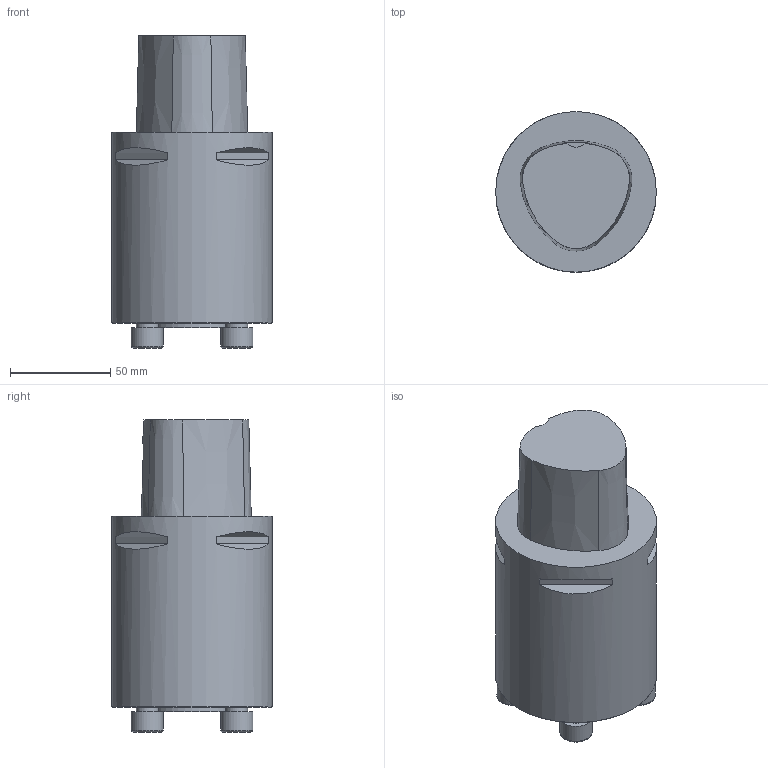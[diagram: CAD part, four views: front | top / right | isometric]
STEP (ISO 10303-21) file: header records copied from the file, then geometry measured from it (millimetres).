
FILE_DESCRIPTION(/* description */ ('3-D model version:1'),/* implementation_level */ '2;1');
FILE_NAME(/* name */ 'C8-X40-080-095',/* time_stamp */ '2016-12-02T14:02:59',/* author */ ('CappDp'),/* organization */ ('AB Sandvik Coromant'),/* preprocessor_version */ 'ST-DEVELOPER v15',/* originating_system */ 'SIEMENS PLM Software NX 8.5',/* authorization */ '');
FILE_SCHEMA(('AUTOMOTIVE_DESIGN'));
Length unit declared in the file: millimetre
Products named in the file (1): 3448_1_3D
Bounding box: 80 x 80 x 155.4 mm (x, y, z)
Volume: 594478.6 mm3; surface area: 45744.4 mm2
Topology: 1 solids, 1 shells, 47 faces, 88 edges, 57 vertices
Faces by surface type: plane 25, cylinder 11, cone 7, torus 4
Full cylindrical faces by diameter (mm): 10.864 x4, 16 x4, 39.992 x1, 80 x1
Entity records: 1214 total; most frequent: DIRECTION 222, CARTESIAN_POINT 187, ORIENTED_EDGE 146, AXIS2_PLACEMENT_3D 100, EDGE_LOOP 76, EDGE_CURVE 73, VERTEX_POINT 57, FACE_BOUND 50
